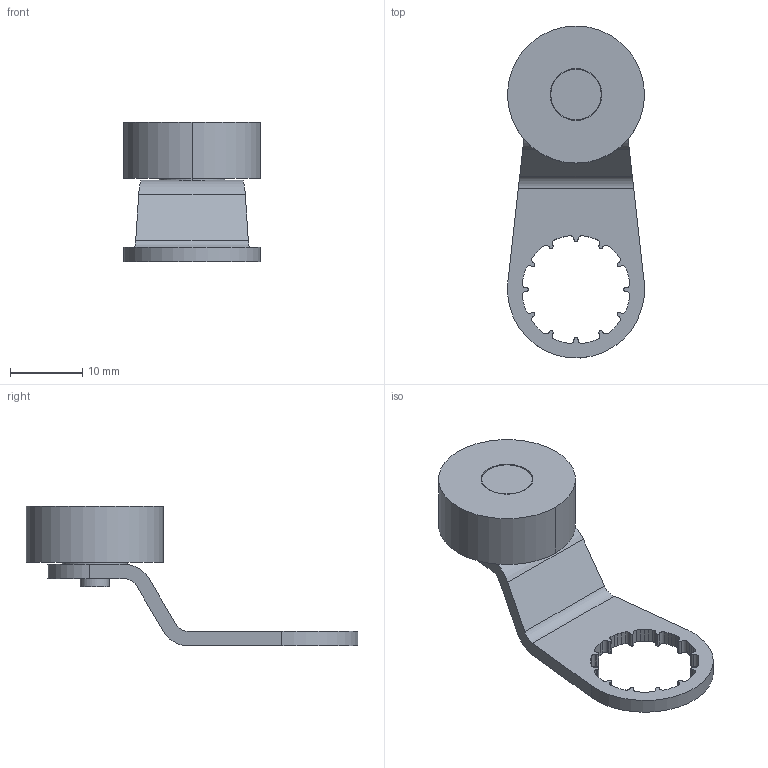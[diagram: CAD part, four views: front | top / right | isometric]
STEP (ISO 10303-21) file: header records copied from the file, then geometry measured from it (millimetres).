
FILE_DESCRIPTION(('STEP AP214'),'1');
FILE_NAME('cctmp_AF4B5807-4D84-4DDF-84AF-58852155F86D_2023_07_21_11_59_54_0932..stp','2023-07-21T09:59:55',('SIEMENS A&D'),('CADClick - www.CADClick.com'),'Spatial InterOp 3D postprocessed',' ','unknown authorization');
FILE_SCHEMA(('AUTOMOTIVE_DESIGN'));
Length unit declared in the file: millimetre
Products named in the file (4): cc_unnamed; 2023_07_21_11_59_54_0912; 2023_07_21_11_59_54_0908; 2023_07_21_11_59_54_0904
Assembly tree (3 placements, depth 2):
  cc_unnamed
    2023_07_21_11_59_54_0912
    2023_07_21_11_59_54_0908
    2023_07_21_11_59_54_0904
Bounding box: 19 x 45.98 x 19.35 mm (x, y, z)
Volume: 3302.2 mm3; surface area: 2837.5 mm2
Topology: 3 solids, 3 shells, 163 faces, 457 edges, 303 vertices
Faces by surface type: plane 88, cylinder 73, cone 2
Entity records: 8904 total; most frequent: DIRECTION 935, CARTESIAN_POINT 925, STYLED_ITEM 924, PRESENTATION_STYLE_ASSIGNMENT 924, ORIENTED_EDGE 910, EDGE_CURVE 455, CURVE_STYLE 455, DRAUGHTING_PRE_DEFINED_CURVE_FONT 455
